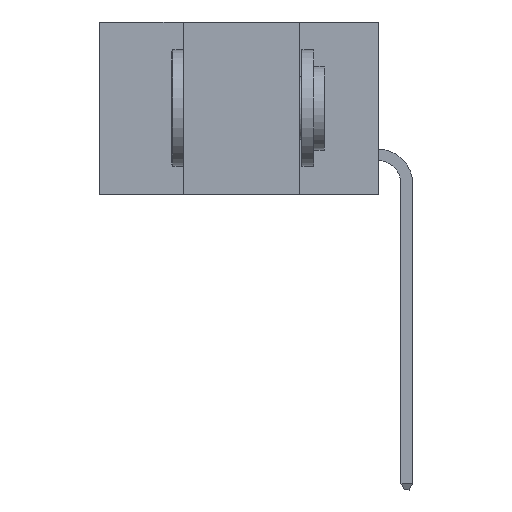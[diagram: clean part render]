
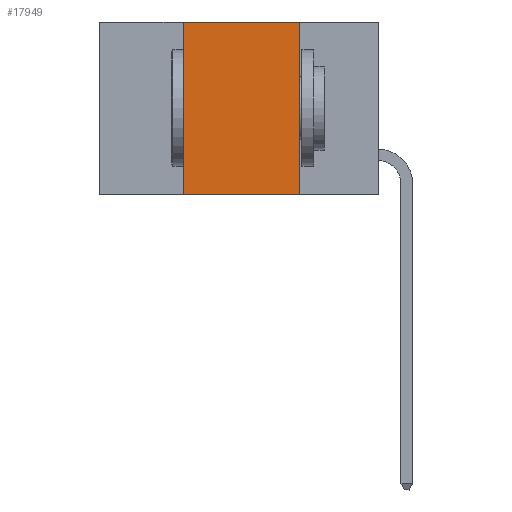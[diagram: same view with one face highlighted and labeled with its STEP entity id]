
A CAD part, left-side view. The second image highlights one B-rep face of the part: STEP entity #17949.
In plain terms, the highlighted planar face has unit normal (-1, 0, 0).
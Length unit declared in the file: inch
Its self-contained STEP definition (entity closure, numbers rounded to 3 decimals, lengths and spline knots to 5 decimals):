
#710 = EDGE_CURVE ( 'NONE', #4803, #10930, #16614, .T. ) ;
#1676 = ORIENTED_EDGE ( 'NONE', *, *, #14387, .F. ) ;
#3897 = PLANE ( 'NONE',  #7081 ) ;
#3957 = VECTOR ( 'NONE', #15531, 39.37008 ) ;
#4144 = FACE_OUTER_BOUND ( 'NONE', #17465, .T. ) ;
#4803 = VERTEX_POINT ( 'NONE', #10873 ) ;
#5466 = LINE ( 'NONE', #21461, #9548 ) ;
#5684 = DIRECTION ( 'NONE',  ( 1., 0., 0. ) ) ;
#5841 = CARTESIAN_POINT ( 'NONE',  ( 0., 0.6, 0. ) ) ;
#6829 = EDGE_CURVE ( 'NONE', #17966, #4803, #17680, .T. ) ;
#7081 = AXIS2_PLACEMENT_3D ( 'NONE', #10810, #5684, #17663 ) ;
#7203 = ORIENTED_EDGE ( 'NONE', *, *, #17955, .T. ) ;
#7221 = VERTEX_POINT ( 'NONE', #17526 ) ;
#9548 = VECTOR ( 'NONE', #21264, 39.37008 ) ;
#10810 = CARTESIAN_POINT ( 'NONE',  ( 0., 0.6, 0. ) ) ;
#10873 = CARTESIAN_POINT ( 'NONE',  ( 0., 0.42, 0. ) ) ;
#10894 = DIRECTION ( 'NONE',  ( 0., -1., 0. ) ) ;
#10930 = VERTEX_POINT ( 'NONE', #14365 ) ;
#10950 = ORIENTED_EDGE ( 'NONE', *, *, #710, .F. ) ;
#12085 = VECTOR ( 'NONE', #15421, 39.37008 ) ;
#12542 = CARTESIAN_POINT ( 'NONE',  ( 0., 0.6, -0.37 ) ) ;
#12797 = VECTOR ( 'NONE', #10894, 39.37008 ) ;
#14124 = ORIENTED_EDGE ( 'NONE', *, *, #6829, .F. ) ;
#14365 = CARTESIAN_POINT ( 'NONE',  ( 0., 0.17, 0. ) ) ;
#14387 = EDGE_CURVE ( 'NONE', #10930, #7221, #5466, .T. ) ;
#15421 = DIRECTION ( 'NONE',  ( 0., -1., 0. ) ) ;
#15531 = DIRECTION ( 'NONE',  ( 0., 0., 1. ) ) ;
#15595 = CARTESIAN_POINT ( 'NONE',  ( 0., 0.42, 0. ) ) ;
#16027 = CARTESIAN_POINT ( 'NONE',  ( 0., 0.42, -0.37 ) ) ;
#16614 = LINE ( 'NONE', #5841, #12085 ) ;
#17465 = EDGE_LOOP ( 'NONE', ( #1676, #10950, #14124, #7203 ) ) ;
#17526 = CARTESIAN_POINT ( 'NONE',  ( 0., 0.17, -0.37 ) ) ;
#17663 = DIRECTION ( 'NONE',  ( 0., 0., -1. ) ) ;
#17680 = LINE ( 'NONE', #15595, #3957 ) ;
#17949 = ADVANCED_FACE ( 'NONE', ( #4144 ), #3897, .F. ) ;
#17955 = EDGE_CURVE ( 'NONE', #17966, #7221, #21809, .T. ) ;
#17966 = VERTEX_POINT ( 'NONE', #16027 ) ;
#21264 = DIRECTION ( 'NONE',  ( 0., 0., -1. ) ) ;
#21461 = CARTESIAN_POINT ( 'NONE',  ( 0., 0.17, 0. ) ) ;
#21809 = LINE ( 'NONE', #12542, #12797 ) ;
